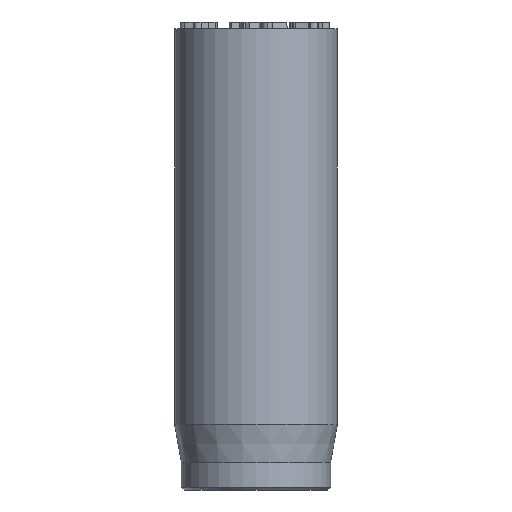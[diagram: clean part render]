
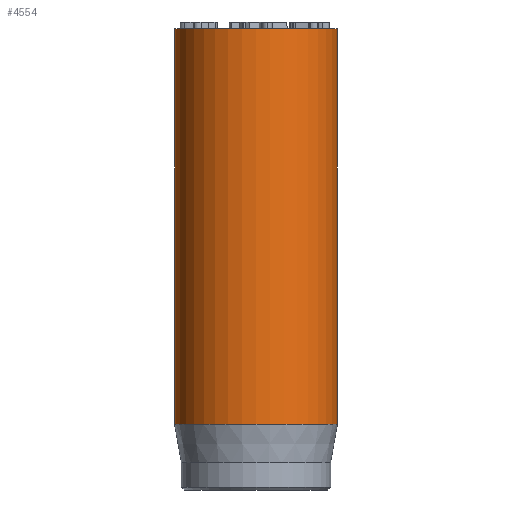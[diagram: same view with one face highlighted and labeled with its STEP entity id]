
A CAD part, front view. The second image highlights one B-rep face of the part: STEP entity #4554.
In plain terms, the highlighted cylindrical face has radius 3 mm (diameter 6 mm), a full revolution.
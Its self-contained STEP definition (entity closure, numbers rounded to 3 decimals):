
#32=CYLINDRICAL_SURFACE('',#4720,3.);
#46=CIRCLE('',#4686,3.);
#62=CIRCLE('',#4718,3.);
#63=CIRCLE('',#4719,3.);
#396=FACE_OUTER_BOUND('',#670,.T.);
#670=EDGE_LOOP('',(#4036,#4037,#4038,#4039,#4040));
#966=LINE('',#9007,#1270);
#1270=VECTOR('',#5189,3.);
#2052=VERTEX_POINT('',#8945);
#2068=VERTEX_POINT('',#9001);
#2069=VERTEX_POINT('',#9002);
#2707=EDGE_CURVE('',#2052,#2052,#46,.T.);
#2731=EDGE_CURVE('',#2068,#2069,#62,.T.);
#2732=EDGE_CURVE('',#2069,#2068,#63,.T.);
#2734=EDGE_CURVE('',#2052,#2068,#966,.T.);
#4036=ORIENTED_EDGE('',*,*,#2707,.T.);
#4037=ORIENTED_EDGE('',*,*,#2734,.T.);
#4038=ORIENTED_EDGE('',*,*,#2731,.T.);
#4039=ORIENTED_EDGE('',*,*,#2732,.T.);
#4040=ORIENTED_EDGE('',*,*,#2734,.F.);
#4554=ADVANCED_FACE('',(#396),#32,.T.);
#4686=AXIS2_PLACEMENT_3D('',#8946,#5110,#5111);
#4718=AXIS2_PLACEMENT_3D('',#9003,#5182,#5183);
#4719=AXIS2_PLACEMENT_3D('',#9004,#5184,#5185);
#4720=AXIS2_PLACEMENT_3D('',#9006,#5187,#5188);
#5110=DIRECTION('center_axis',(0.,0.,-1.));
#5111=DIRECTION('ref_axis',(-1.,0.,0.));
#5182=DIRECTION('center_axis',(0.,0.,1.));
#5183=DIRECTION('ref_axis',(-1.,0.,0.));
#5184=DIRECTION('center_axis',(0.,0.,1.));
#5185=DIRECTION('ref_axis',(-1.,0.,0.));
#5187=DIRECTION('center_axis',(0.,0.,1.));
#5188=DIRECTION('ref_axis',(-1.,0.,0.));
#5189=DIRECTION('',(0.,0.,-1.));
#8945=CARTESIAN_POINT('',(3.,0.,17.));
#8946=CARTESIAN_POINT('Origin',(0.,0.,17.));
#9001=CARTESIAN_POINT('',(3.,0.,2.418));
#9002=CARTESIAN_POINT('',(-3.,0.,2.418));
#9003=CARTESIAN_POINT('Origin',(0.,0.,2.418));
#9004=CARTESIAN_POINT('Origin',(0.,0.,2.418));
#9006=CARTESIAN_POINT('Origin',(0.,0.,0.));
#9007=CARTESIAN_POINT('',(3.,0.,0.));
